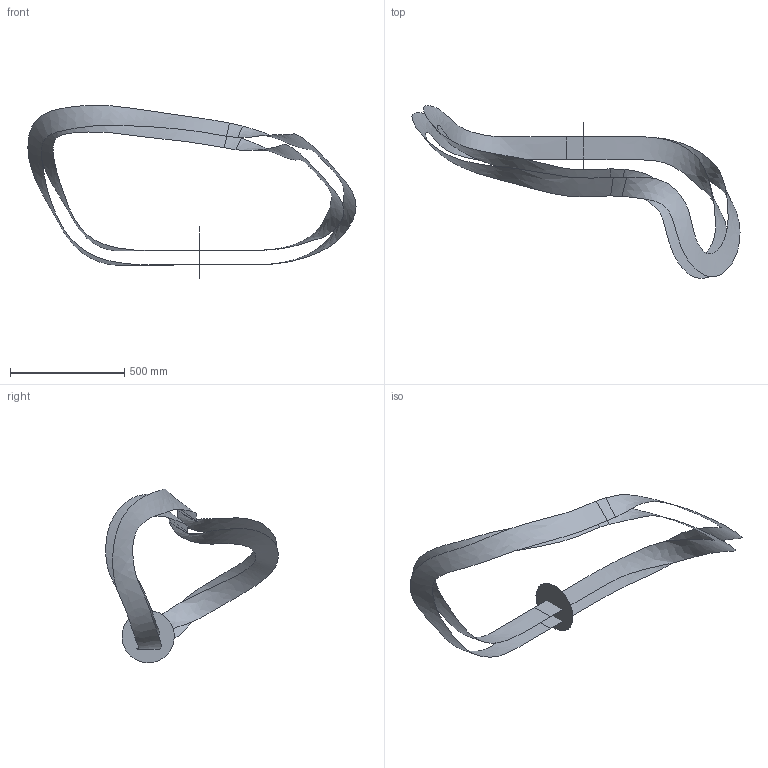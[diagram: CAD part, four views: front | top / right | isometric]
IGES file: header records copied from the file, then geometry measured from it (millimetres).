
Start section:  PTC IGES file: trc_wp_skel.igs
Global section: file name: trc_wp_skel.igs; native system: Pro/ENGINEER by Parametric Technology Corporation; preprocessor: 2003490; author: xdw; organization: Unknown; date: 041116.105554; units: inch
Bounding box: 1434.03 x 754.63 x 758.64 mm (x, y, z)
Surface area: 792772.2 mm2 (no closed solid volume)
Topology: 0 solids, 0 shells, 7 faces, 33 edges, 41 vertices
Faces by surface type: bspline 7
